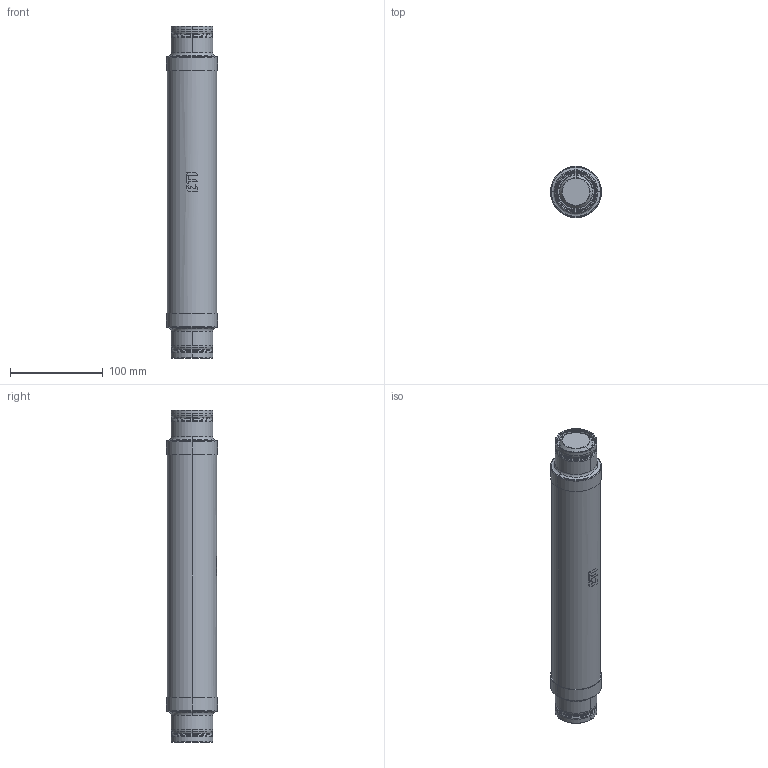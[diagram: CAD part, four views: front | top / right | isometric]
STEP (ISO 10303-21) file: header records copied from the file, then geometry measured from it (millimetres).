
FILE_DESCRIPTION((''),'2;1');
FILE_NAME('ETI_VV_292_53','2019-12-23T',('marketing.praksa'),('Audax d.o.o.'),'CREO PARAMETRIC BY PTC INC, 2017480','CREO PARAMETRIC BY PTC INC, 2017480','');
FILE_SCHEMA(('AUTOMOTIVE_DESIGN { 1 0 10303 214 1 1 1 1 }'));
Length unit declared in the file: millimetre
Products named in the file (1): ETI_VV_292_53
Bounding box: 55 x 55 x 358 mm (x, y, z)
Volume: 748293.9 mm3; surface area: 68340.2 mm2
Topology: 1 solids, 2 shells, 178 faces, 450 edges, 283 vertices
Faces by surface type: torus 88, cylinder 43, plane 39, cone 8
Entity records: 7139 total; most frequent: DIRECTION 1077, CARTESIAN_POINT 1034, ORIENTED_EDGE 900, AXIS2_PLACEMENT_3D 484, PRESENTATION_STYLE_ASSIGNMENT 458, STYLED_ITEM 451, CURVE_STYLE 450, EDGE_CURVE 450
